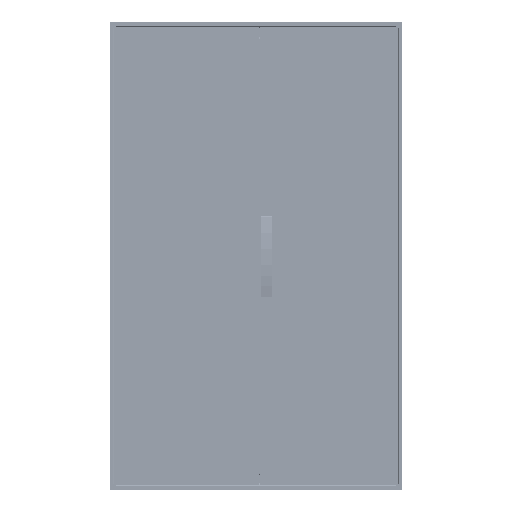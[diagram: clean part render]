
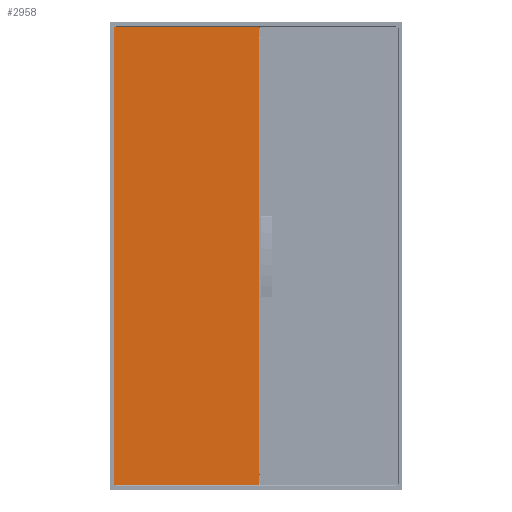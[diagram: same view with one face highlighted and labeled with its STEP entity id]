
A CAD part, top view. The second image highlights one B-rep face of the part: STEP entity #2958.
In plain terms, the highlighted planar face has unit normal (0, 0, 1).
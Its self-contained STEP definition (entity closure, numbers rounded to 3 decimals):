
#2958=ADVANCED_FACE('',(#11541),#11542,.T.);
#11541=FACE_OUTER_BOUND('',#22475,.T.);
#11542=PLANE('',#22476);
#22475=EDGE_LOOP('',(#50748,#50749,#50750,#50751));
#22476=AXIS2_PLACEMENT_3D('',#50752,#50753,#50754);
#50748=ORIENTED_EDGE('',*,*,#73783,.T.);
#50749=ORIENTED_EDGE('',*,*,#73784,.T.);
#50750=ORIENTED_EDGE('',*,*,#73785,.T.);
#50751=ORIENTED_EDGE('',*,*,#73786,.T.);
#50752=CARTESIAN_POINT('',(-237.0,800.15,405.2));
#50753=DIRECTION('',(0.0,0.0,1.0));
#50754=DIRECTION('',(1.0,0.0,0.0));
#73783=EDGE_CURVE('',#91204,#91205,#91206,.T.);
#73784=EDGE_CURVE('',#91205,#91207,#91208,.T.);
#73785=EDGE_CURVE('',#91207,#91209,#91210,.T.);
#73786=EDGE_CURVE('',#91209,#91204,#91211,.T.);
#91204=VERTEX_POINT('',#116781);
#91205=VERTEX_POINT('',#116782);
#91206=LINE('',#116783,#116784);
#91207=VERTEX_POINT('',#116785);
#91208=LINE('',#116786,#116787);
#91209=VERTEX_POINT('',#116788);
#91210=LINE('',#116789,#116790);
#91211=LINE('',#116791,#116792);
#116781=CARTESIAN_POINT('',(10.0,17.5,405.2));
#116782=CARTESIAN_POINT('',(10.0,1582.8,405.2));
#116783=CARTESIAN_POINT('',(10.0,800.15,405.2));
#116784=VECTOR('',#141805,1.0);
#116785=CARTESIAN_POINT('',(-484.0,1582.8,405.2));
#116786=CARTESIAN_POINT('',(-237.0,1582.8,405.2));
#116787=VECTOR('',#141806,1.0);
#116788=CARTESIAN_POINT('',(-484.0,17.5,405.2));
#116789=CARTESIAN_POINT('',(-484.0,800.15,405.2));
#116790=VECTOR('',#141807,1.0);
#116791=CARTESIAN_POINT('',(-237.0,17.5,405.2));
#116792=VECTOR('',#141808,1.0);
#141805=DIRECTION('',(0.0,1.0,0.0));
#141806=DIRECTION('',(-1.0,0.0,0.0));
#141807=DIRECTION('',(0.0,-1.0,0.0));
#141808=DIRECTION('',(1.0,0.0,0.0));
